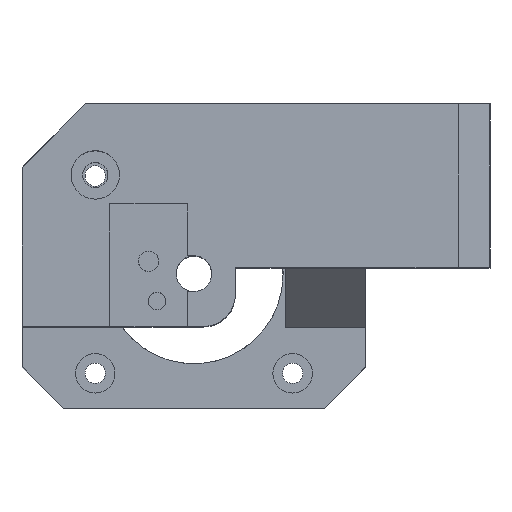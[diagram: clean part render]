
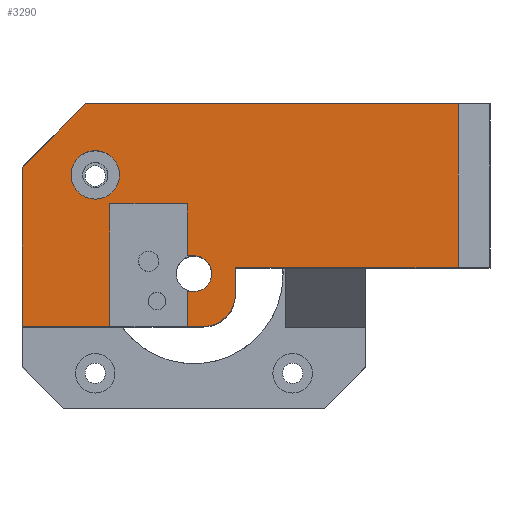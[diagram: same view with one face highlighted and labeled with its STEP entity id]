
A CAD part, top view. The second image highlights one B-rep face of the part: STEP entity #3290.
In plain terms, the highlighted planar face has unit normal (0, 0, 1).
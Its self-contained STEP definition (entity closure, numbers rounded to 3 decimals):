
#1563 = VERTEX_POINT('',#1564);
#1564 = CARTESIAN_POINT('',(81.141,976.278,47.945));
#1570 = EDGE_CURVE('',#1563,#1571,#1573,.T.);
#1571 = VERTEX_POINT('',#1572);
#1572 = CARTESIAN_POINT('',(78.621,976.278,47.945));
#1573 = LINE('',#1574,#1575);
#1574 = CARTESIAN_POINT('',(78.846,976.278,47.945));
#1575 = VECTOR('',#1576,1.);
#1576 = DIRECTION('',(-1.,0.,0.));
#1595 = VERTEX_POINT('',#1596);
#1596 = CARTESIAN_POINT('',(66.431,976.278,47.945));
#1602 = EDGE_CURVE('',#1603,#1595,#1605,.T.);
#1603 = VERTEX_POINT('',#1604);
#1604 = CARTESIAN_POINT('',(52.641,976.278,47.945));
#1605 = LINE('',#1606,#1607);
#1606 = CARTESIAN_POINT('',(66.426,976.278,47.945));
#1607 = VECTOR('',#1608,1.);
#1608 = DIRECTION('',(1.,0.,0.));
#1706 = EDGE_CURVE('',#1707,#1603,#1709,.T.);
#1707 = VERTEX_POINT('',#1708);
#1708 = CARTESIAN_POINT('',(52.641,1001.228,47.945));
#1709 = LINE('',#1710,#1711);
#1710 = CARTESIAN_POINT('',(52.641,981.328,47.945));
#1711 = VECTOR('',#1712,1.);
#1712 = DIRECTION('',(0.,-1.,0.));
#1762 = EDGE_CURVE('',#1763,#1707,#1765,.T.);
#1763 = VERTEX_POINT('',#1764);
#1764 = CARTESIAN_POINT('',(62.691,1011.278,47.945));
#1765 = LINE('',#1766,#1767);
#1766 = CARTESIAN_POINT('',(64.7,1013.288,47.945));
#1767 = VECTOR('',#1768,1.);
#1768 = DIRECTION('',(-0.707,-0.707,0.));
#1787 = EDGE_CURVE('',#1763,#1788,#1790,.T.);
#1788 = VERTEX_POINT('',#1789);
#1789 = CARTESIAN_POINT('',(121.141,1011.278,47.945));
#1790 = LINE('',#1791,#1792);
#1791 = CARTESIAN_POINT('',(98.156,1011.278,47.945));
#1792 = VECTOR('',#1793,1.);
#1793 = DIRECTION('',(1.,0.,0.));
#1859 = EDGE_CURVE('',#1563,#1860,#1862,.T.);
#1860 = VERTEX_POINT('',#1861);
#1861 = CARTESIAN_POINT('',(86.141,981.278,47.945));
#1862 = CIRCLE('',#1863,5.);
#1863 = AXIS2_PLACEMENT_3D('',#1864,#1865,#1866);
#1864 = CARTESIAN_POINT('',(81.141,981.278,47.945));
#1865 = DIRECTION('',(0.,0.,1.));
#1866 = DIRECTION('',(1.,0.,0.));
#1911 = VERTEX_POINT('',#1912);
#1912 = CARTESIAN_POINT('',(86.141,985.528,47.945));
#1918 = EDGE_CURVE('',#1860,#1911,#1919,.T.);
#1919 = LINE('',#1920,#1921);
#1920 = CARTESIAN_POINT('',(86.141,976.278,47.945));
#1921 = VECTOR('',#1922,1.);
#1922 = DIRECTION('',(0.,1.,0.));
#2011 = VERTEX_POINT('',#2012);
#2012 = CARTESIAN_POINT('',(121.141,985.528,47.945));
#2018 = EDGE_CURVE('',#2011,#1911,#2019,.T.);
#2019 = LINE('',#2020,#2021);
#2020 = CARTESIAN_POINT('',(90.997,985.528,47.945));
#2021 = VECTOR('',#2022,1.);
#2022 = DIRECTION('',(-1.,0.,0.));
#2651 = EDGE_CURVE('',#2011,#1788,#2652,.T.);
#2652 = LINE('',#2653,#2654);
#2653 = CARTESIAN_POINT('',(121.141,985.528,47.945));
#2654 = VECTOR('',#2655,1.);
#2655 = DIRECTION('',(0.,1.,0.));
#3290 = ADVANCED_FACE('',(#3291,#3366),#3377,.T.);
#3291 = FACE_BOUND('',#3292,.T.);
#3292 = EDGE_LOOP('',(#3293,#3294,#3295,#3296,#3297,#3305,#3313,#3321,
    #3329,#3338,#3347,#3355,#3361,#3362,#3363,#3364,#3365));
#3293 = ORIENTED_EDGE('',*,*,#1787,.F.);
#3294 = ORIENTED_EDGE('',*,*,#1762,.T.);
#3295 = ORIENTED_EDGE('',*,*,#1706,.T.);
#3296 = ORIENTED_EDGE('',*,*,#1602,.T.);
#3297 = ORIENTED_EDGE('',*,*,#3298,.F.);
#3298 = EDGE_CURVE('',#3299,#1595,#3301,.T.);
#3299 = VERTEX_POINT('',#3300);
#3300 = CARTESIAN_POINT('',(66.431,995.528,47.945));
#3301 = LINE('',#3302,#3303);
#3302 = CARTESIAN_POINT('',(66.431,991.676,47.945));
#3303 = VECTOR('',#3304,1.);
#3304 = DIRECTION('',(0.,-1.,0.));
#3305 = ORIENTED_EDGE('',*,*,#3306,.F.);
#3306 = EDGE_CURVE('',#3307,#3299,#3309,.T.);
#3307 = VERTEX_POINT('',#3308);
#3308 = CARTESIAN_POINT('',(78.621,995.528,47.945));
#3309 = LINE('',#3310,#3311);
#3310 = CARTESIAN_POINT('',(66.651,995.528,47.945));
#3311 = VECTOR('',#3312,1.);
#3312 = DIRECTION('',(-1.,0.,0.));
#3313 = ORIENTED_EDGE('',*,*,#3314,.F.);
#3314 = EDGE_CURVE('',#3315,#3307,#3317,.T.);
#3315 = VERTEX_POINT('',#3316);
#3316 = CARTESIAN_POINT('',(78.621,987.378,47.945));
#3317 = LINE('',#3318,#3319);
#3318 = CARTESIAN_POINT('',(78.621,985.528,47.945));
#3319 = VECTOR('',#3320,1.);
#3320 = DIRECTION('',(0.,1.,0.));
#3321 = ORIENTED_EDGE('',*,*,#3322,.F.);
#3322 = EDGE_CURVE('',#3323,#3315,#3325,.T.);
#3323 = VERTEX_POINT('',#3324);
#3324 = CARTESIAN_POINT('',(79.641,987.378,47.945));
#3325 = LINE('',#3326,#3327);
#3326 = CARTESIAN_POINT('',(79.641,987.378,47.945));
#3327 = VECTOR('',#3328,1.);
#3328 = DIRECTION('',(-1.,0.,0.));
#3329 = ORIENTED_EDGE('',*,*,#3330,.T.);
#3330 = EDGE_CURVE('',#3323,#3331,#3333,.T.);
#3331 = VERTEX_POINT('',#3332);
#3332 = CARTESIAN_POINT('',(82.441,984.578,47.945));
#3333 = CIRCLE('',#3334,2.8);
#3334 = AXIS2_PLACEMENT_3D('',#3335,#3336,#3337);
#3335 = CARTESIAN_POINT('',(79.641,984.578,47.945));
#3336 = DIRECTION('',(0.,0.,-1.));
#3337 = DIRECTION('',(1.,0.,0.));
#3338 = ORIENTED_EDGE('',*,*,#3339,.T.);
#3339 = EDGE_CURVE('',#3331,#3340,#3342,.T.);
#3340 = VERTEX_POINT('',#3341);
#3341 = CARTESIAN_POINT('',(79.641,981.778,47.945));
#3342 = CIRCLE('',#3343,2.8);
#3343 = AXIS2_PLACEMENT_3D('',#3344,#3345,#3346);
#3344 = CARTESIAN_POINT('',(79.641,984.578,47.945));
#3345 = DIRECTION('',(0.,0.,-1.));
#3346 = DIRECTION('',(1.,0.,0.));
#3347 = ORIENTED_EDGE('',*,*,#3348,.F.);
#3348 = EDGE_CURVE('',#3349,#3340,#3351,.T.);
#3349 = VERTEX_POINT('',#3350);
#3350 = CARTESIAN_POINT('',(78.621,981.778,47.945));
#3351 = LINE('',#3352,#3353);
#3352 = CARTESIAN_POINT('',(66.431,981.778,47.945));
#3353 = VECTOR('',#3354,1.);
#3354 = DIRECTION('',(1.,0.,0.));
#3355 = ORIENTED_EDGE('',*,*,#3356,.F.);
#3356 = EDGE_CURVE('',#1571,#3349,#3357,.T.);
#3357 = LINE('',#3358,#3359);
#3358 = CARTESIAN_POINT('',(78.621,985.528,47.945));
#3359 = VECTOR('',#3360,1.);
#3360 = DIRECTION('',(0.,1.,0.));
#3361 = ORIENTED_EDGE('',*,*,#1570,.F.);
#3362 = ORIENTED_EDGE('',*,*,#1859,.T.);
#3363 = ORIENTED_EDGE('',*,*,#1918,.T.);
#3364 = ORIENTED_EDGE('',*,*,#2018,.F.);
#3365 = ORIENTED_EDGE('',*,*,#2651,.T.);
#3366 = FACE_BOUND('',#3367,.T.);
#3367 = EDGE_LOOP('',(#3368));
#3368 = ORIENTED_EDGE('',*,*,#3369,.F.);
#3369 = EDGE_CURVE('',#3370,#3370,#3372,.T.);
#3370 = VERTEX_POINT('',#3371);
#3371 = CARTESIAN_POINT('',(67.941,1000.078,47.945));
#3372 = CIRCLE('',#3373,3.8);
#3373 = AXIS2_PLACEMENT_3D('',#3374,#3375,#3376);
#3374 = CARTESIAN_POINT('',(64.141,1000.078,47.945));
#3375 = DIRECTION('',(0.,0.,1.));
#3376 = DIRECTION('',(1.,0.,0.));
#3377 = PLANE('',#3378);
#3378 = AXIS2_PLACEMENT_3D('',#3379,#3380,#3381);
#3379 = CARTESIAN_POINT('',(84.114,994.287,47.945));
#3380 = DIRECTION('',(0.,0.,1.));
#3381 = DIRECTION('',(0.,1.,0.));
